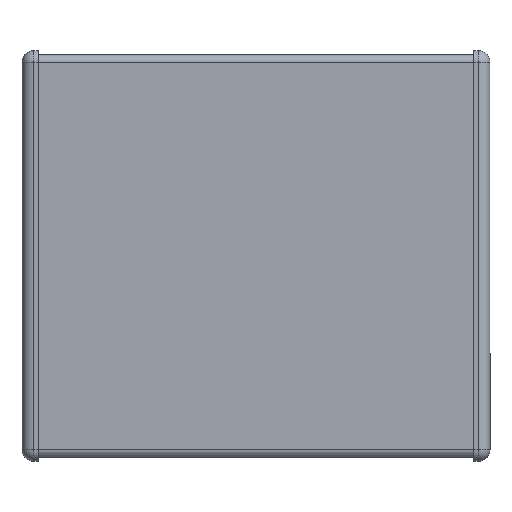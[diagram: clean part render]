
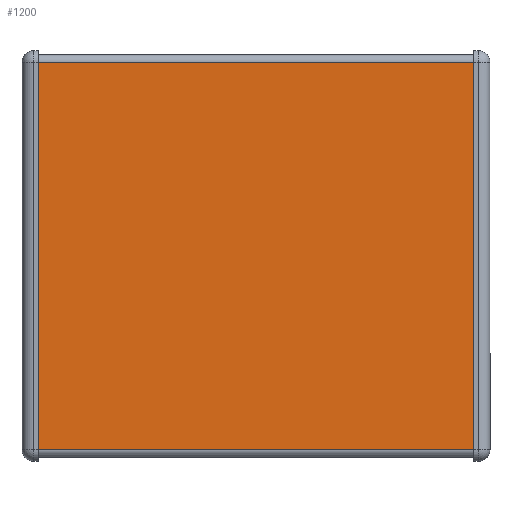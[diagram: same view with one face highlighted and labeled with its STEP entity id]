
A CAD part, front view. The second image highlights one B-rep face of the part: STEP entity #1200.
In plain terms, the highlighted planar face has unit normal (0, -1, 0).
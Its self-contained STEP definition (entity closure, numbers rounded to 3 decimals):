
#16 = VERTEX_POINT ( 'NONE', #694 ) ;
#75 = VECTOR ( 'NONE', #1131, 1000. ) ;
#84 = LINE ( 'NONE', #1187, #75 ) ;
#131 = VERTEX_POINT ( 'NONE', #1042 ) ;
#158 = ORIENTED_EDGE ( 'NONE', *, *, #1208, .F. ) ;
#195 = CARTESIAN_POINT ( 'NONE',  ( -2.65, 0.048, -2.357 ) ) ;
#236 = EDGE_CURVE ( 'NONE', #588, #640, #653, .T. ) ;
#282 = FACE_OUTER_BOUND ( 'NONE', #1029, .T. ) ;
#411 = EDGE_CURVE ( 'NONE', #131, #16, #84, .T. ) ;
#546 = ORIENTED_EDGE ( 'NONE', *, *, #236, .T. ) ;
#555 = DIRECTION ( 'NONE',  ( -1., 0., 0. ) ) ;
#588 = VERTEX_POINT ( 'NONE', #967 ) ;
#636 = VECTOR ( 'NONE', #1390, 1000. ) ;
#640 = VERTEX_POINT ( 'NONE', #195 ) ;
#643 = LINE ( 'NONE', #940, #636 ) ;
#653 = LINE ( 'NONE', #842, #660 ) ;
#660 = VECTOR ( 'NONE', #1161, 1000. ) ;
#694 = CARTESIAN_POINT ( 'NONE',  ( 2.65, 0.048, -2.357 ) ) ;
#756 = LINE ( 'NONE', #1118, #1226 ) ;
#842 = CARTESIAN_POINT ( 'NONE',  ( -2.65, 0.048, 2.358 ) ) ;
#940 = CARTESIAN_POINT ( 'NONE',  ( 500000., 0.047, 2.357 ) ) ;
#967 = CARTESIAN_POINT ( 'NONE',  ( -2.65, 0.047, 2.358 ) ) ;
#1003 = DIRECTION ( 'NONE',  ( 0., 1., 0. ) ) ;
#1018 = ORIENTED_EDGE ( 'NONE', *, *, #1047, .T. ) ;
#1029 = EDGE_LOOP ( 'NONE', ( #1052, #1018, #546, #158 ) ) ;
#1042 = CARTESIAN_POINT ( 'NONE',  ( 2.65, 0.047, 2.358 ) ) ;
#1047 = EDGE_CURVE ( 'NONE', #131, #588, #643, .T. ) ;
#1052 = ORIENTED_EDGE ( 'NONE', *, *, #411, .F. ) ;
#1118 = CARTESIAN_POINT ( 'NONE',  ( 500000., 0.048, -2.358 ) ) ;
#1130 = DIRECTION ( 'NONE',  ( 0., 0., 1. ) ) ;
#1131 = DIRECTION ( 'NONE',  ( 0., 0., -1. ) ) ;
#1161 = DIRECTION ( 'NONE',  ( 0., 0., -1. ) ) ;
#1187 = CARTESIAN_POINT ( 'NONE',  ( 2.65, 0.048, 2.357 ) ) ;
#1200 = ADVANCED_FACE ( 'NONE', ( #282 ), #1321, .F. ) ;
#1208 = EDGE_CURVE ( 'NONE', #16, #640, #756, .T. ) ;
#1226 = VECTOR ( 'NONE', #555, 1000. ) ;
#1321 = PLANE ( 'NONE',  #1356 ) ;
#1356 = AXIS2_PLACEMENT_3D ( 'NONE', #1414, #1003, #1130 ) ;
#1390 = DIRECTION ( 'NONE',  ( -1., 0., 0. ) ) ;
#1414 = CARTESIAN_POINT ( 'NONE',  ( 500000., 0.048, 2.357 ) ) ;
